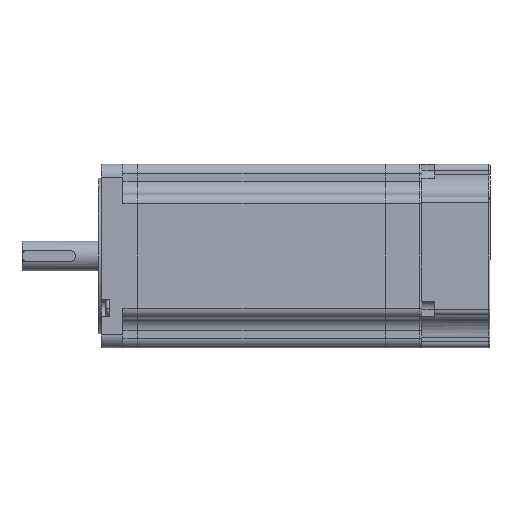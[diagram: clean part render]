
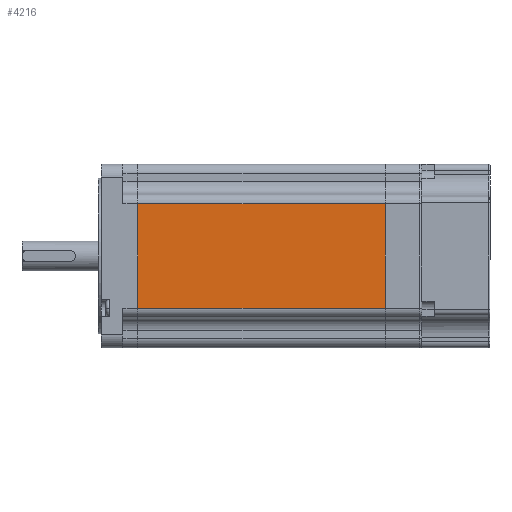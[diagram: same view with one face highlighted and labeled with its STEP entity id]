
A CAD part, left-side view. The second image highlights one B-rep face of the part: STEP entity #4216.
In plain terms, the highlighted planar face has unit normal (-1, 0, 0).
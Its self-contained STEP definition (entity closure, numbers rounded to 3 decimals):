
#80 = ORIENTED_EDGE ( 'NONE', *, *, #3999, .T. ) ;
#96 = CARTESIAN_POINT ( 'NONE',  ( 0., 116., -67.5 ) ) ;
#182 = CARTESIAN_POINT ( 'NONE',  ( 0., 116., -18.5 ) ) ;
#634 = CARTESIAN_POINT ( 'NONE',  ( 0., 0., -67.5 ) ) ;
#919 = VECTOR ( 'NONE', #9020, 1000. ) ;
#1299 = LINE ( 'NONE', #6767, #919 ) ;
#1779 = CARTESIAN_POINT ( 'NONE',  ( 0., 0., -18.5 ) ) ;
#1829 = AXIS2_PLACEMENT_3D ( 'NONE', #7204, #6453, #4256 ) ;
#1832 = VERTEX_POINT ( 'NONE', #5850 ) ;
#2032 = VERTEX_POINT ( 'NONE', #7044 ) ;
#2088 = ORIENTED_EDGE ( 'NONE', *, *, #7271, .F. ) ;
#2260 = LINE ( 'NONE', #9231, #5994 ) ;
#2494 = PLANE ( 'NONE',  #1829 ) ;
#2674 = ORIENTED_EDGE ( 'NONE', *, *, #8985, .F. ) ;
#3580 = ORIENTED_EDGE ( 'NONE', *, *, #4656, .T. ) ;
#3999 = EDGE_CURVE ( 'NONE', #8658, #4440, #1299, .T. ) ;
#4216 = ADVANCED_FACE ( 'NONE', ( #4975 ), #2494, .F. ) ;
#4256 = DIRECTION ( 'NONE',  ( 0., 1., 0. ) ) ;
#4440 = VERTEX_POINT ( 'NONE', #634 ) ;
#4479 = DIRECTION ( 'NONE',  ( 0., -1., 0. ) ) ;
#4656 = EDGE_CURVE ( 'NONE', #4440, #1832, #9449, .T. ) ;
#4975 = FACE_OUTER_BOUND ( 'NONE', #7644, .T. ) ;
#5850 = CARTESIAN_POINT ( 'NONE',  ( 0., 0., -18.5 ) ) ;
#5863 = VECTOR ( 'NONE', #7287, 1000. ) ;
#5994 = VECTOR ( 'NONE', #4479, 1000. ) ;
#6195 = DIRECTION ( 'NONE',  ( 0., 0., 1. ) ) ;
#6256 = VECTOR ( 'NONE', #6195, 1000. ) ;
#6342 = LINE ( 'NONE', #182, #6256 ) ;
#6453 = DIRECTION ( 'NONE',  ( 1., 0., 0. ) ) ;
#6767 = CARTESIAN_POINT ( 'NONE',  ( 0., 116., -67.5 ) ) ;
#7044 = CARTESIAN_POINT ( 'NONE',  ( 0., 116., -18.5 ) ) ;
#7204 = CARTESIAN_POINT ( 'NONE',  ( 0., 116., -18.5 ) ) ;
#7271 = EDGE_CURVE ( 'NONE', #2032, #1832, #2260, .T. ) ;
#7287 = DIRECTION ( 'NONE',  ( 0., 0., 1. ) ) ;
#7644 = EDGE_LOOP ( 'NONE', ( #3580, #2088, #2674, #80 ) ) ;
#8658 = VERTEX_POINT ( 'NONE', #96 ) ;
#8985 = EDGE_CURVE ( 'NONE', #8658, #2032, #6342, .T. ) ;
#9020 = DIRECTION ( 'NONE',  ( 0., -1., 0. ) ) ;
#9231 = CARTESIAN_POINT ( 'NONE',  ( 0., 116., -18.5 ) ) ;
#9449 = LINE ( 'NONE', #1779, #5863 ) ;
